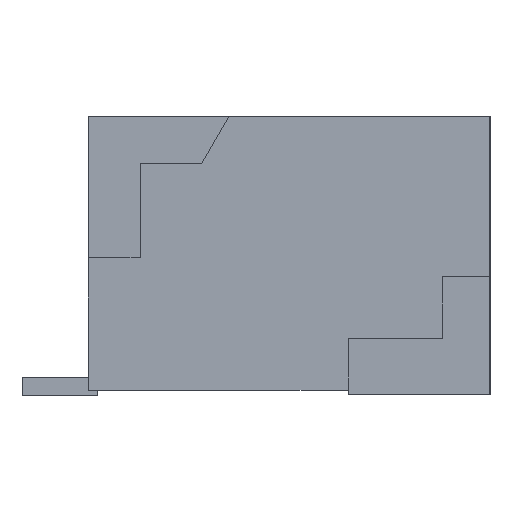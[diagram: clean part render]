
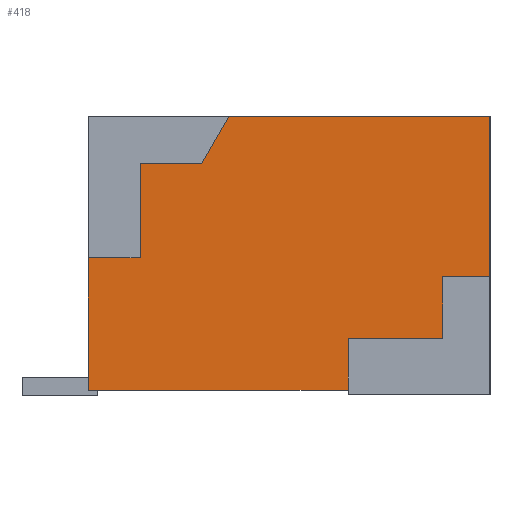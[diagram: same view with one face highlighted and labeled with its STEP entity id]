
A CAD part, left-side view. The second image highlights one B-rep face of the part: STEP entity #418.
In plain terms, the highlighted planar face has unit normal (-1, 0, 0).
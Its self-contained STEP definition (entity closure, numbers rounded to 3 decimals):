
#87 = VERTEX_POINT('',#88);
#88 = CARTESIAN_POINT('',(-11.,-1.975,1.26));
#94 = EDGE_CURVE('',#95,#87,#97,.T.);
#95 = VERTEX_POINT('',#96);
#96 = CARTESIAN_POINT('',(-11.,-1.975,0.61));
#97 = LINE('',#98,#99);
#98 = CARTESIAN_POINT('',(-11.,-1.975,1.26));
#99 = VECTOR('',#100,1.);
#100 = DIRECTION('',(0.,0.,1.));
#117 = VERTEX_POINT('',#118);
#118 = CARTESIAN_POINT('',(-11.,-2.475,1.26));
#190 = VERTEX_POINT('',#191);
#191 = CARTESIAN_POINT('',(-11.,-2.475,2.96));
#197 = EDGE_CURVE('',#190,#117,#198,.T.);
#198 = LINE('',#199,#200);
#199 = CARTESIAN_POINT('',(-11.,-2.475,2.96));
#200 = VECTOR('',#201,1.);
#201 = DIRECTION('',(0.,0.,-1.));
#311 = EDGE_CURVE('',#87,#117,#312,.T.);
#312 = LINE('',#313,#314);
#313 = CARTESIAN_POINT('',(-11.,-2.475,1.26));
#314 = VECTOR('',#315,1.);
#315 = DIRECTION('',(0.,-1.,0.));
#359 = VERTEX_POINT('',#360);
#360 = CARTESIAN_POINT('',(-11.,-0.975,0.61));
#366 = EDGE_CURVE('',#367,#359,#369,.T.);
#367 = VERTEX_POINT('',#368);
#368 = CARTESIAN_POINT('',(-11.,-0.975,0.06));
#369 = LINE('',#370,#371);
#370 = CARTESIAN_POINT('',(-11.,-0.975,0.61));
#371 = VECTOR('',#372,1.);
#372 = DIRECTION('',(0.,0.,1.));
#390 = EDGE_CURVE('',#359,#95,#391,.T.);
#391 = LINE('',#392,#393);
#392 = CARTESIAN_POINT('',(-11.,-1.975,0.61));
#393 = VECTOR('',#394,1.);
#394 = DIRECTION('',(0.,-1.,0.));
#418 = ADVANCED_FACE('',(#419),#480,.F.);
#419 = FACE_BOUND('',#420,.T.);
#420 = EDGE_LOOP('',(#421,#431,#439,#445,#446,#447,#448,#449,#450,#458,
    #466,#474));
#421 = ORIENTED_EDGE('',*,*,#422,.T.);
#422 = EDGE_CURVE('',#423,#425,#427,.T.);
#423 = VERTEX_POINT('',#424);
#424 = CARTESIAN_POINT('',(-11.,1.225,1.46));
#425 = VERTEX_POINT('',#426);
#426 = CARTESIAN_POINT('',(-11.,1.775,1.46));
#427 = LINE('',#428,#429);
#428 = CARTESIAN_POINT('',(-11.,1.225,1.46));
#429 = VECTOR('',#430,1.);
#430 = DIRECTION('',(0.,1.,0.));
#431 = ORIENTED_EDGE('',*,*,#432,.T.);
#432 = EDGE_CURVE('',#425,#433,#435,.T.);
#433 = VERTEX_POINT('',#434);
#434 = CARTESIAN_POINT('',(-11.,1.775,0.06));
#435 = LINE('',#436,#437);
#436 = CARTESIAN_POINT('',(-11.,1.775,2.96));
#437 = VECTOR('',#438,1.);
#438 = DIRECTION('',(0.,0.,-1.));
#439 = ORIENTED_EDGE('',*,*,#440,.T.);
#440 = EDGE_CURVE('',#433,#367,#441,.T.);
#441 = LINE('',#442,#443);
#442 = CARTESIAN_POINT('',(-11.,1.775,0.06));
#443 = VECTOR('',#444,1.);
#444 = DIRECTION('',(0.,-1.,0.));
#445 = ORIENTED_EDGE('',*,*,#366,.T.);
#446 = ORIENTED_EDGE('',*,*,#390,.T.);
#447 = ORIENTED_EDGE('',*,*,#94,.T.);
#448 = ORIENTED_EDGE('',*,*,#311,.T.);
#449 = ORIENTED_EDGE('',*,*,#197,.F.);
#450 = ORIENTED_EDGE('',*,*,#451,.F.);
#451 = EDGE_CURVE('',#452,#190,#454,.T.);
#452 = VERTEX_POINT('',#453);
#453 = CARTESIAN_POINT('',(-11.,0.286,2.96));
#454 = LINE('',#455,#456);
#455 = CARTESIAN_POINT('',(-11.,1.775,2.96));
#456 = VECTOR('',#457,1.);
#457 = DIRECTION('',(0.,-1.,0.));
#458 = ORIENTED_EDGE('',*,*,#459,.T.);
#459 = EDGE_CURVE('',#452,#460,#462,.T.);
#460 = VERTEX_POINT('',#461);
#461 = CARTESIAN_POINT('',(-11.,0.575,2.46));
#462 = LINE('',#463,#464);
#463 = CARTESIAN_POINT('',(-11.,0.575,2.46));
#464 = VECTOR('',#465,1.);
#465 = DIRECTION('',(0.,0.5,-0.866));
#466 = ORIENTED_EDGE('',*,*,#467,.T.);
#467 = EDGE_CURVE('',#460,#468,#470,.T.);
#468 = VERTEX_POINT('',#469);
#469 = CARTESIAN_POINT('',(-11.,1.225,2.46));
#470 = LINE('',#471,#472);
#471 = CARTESIAN_POINT('',(-11.,1.225,2.46));
#472 = VECTOR('',#473,1.);
#473 = DIRECTION('',(0.,1.,0.));
#474 = ORIENTED_EDGE('',*,*,#475,.T.);
#475 = EDGE_CURVE('',#468,#423,#476,.T.);
#476 = LINE('',#477,#478);
#477 = CARTESIAN_POINT('',(-11.,1.225,2.46));
#478 = VECTOR('',#479,1.);
#479 = DIRECTION('',(0.,0.,-1.));
#480 = PLANE('',#481);
#481 = AXIS2_PLACEMENT_3D('',#482,#483,#484);
#482 = CARTESIAN_POINT('',(-11.,1.775,2.96));
#483 = DIRECTION('',(1.,0.,0.));
#484 = DIRECTION('',(0.,1.,0.));
